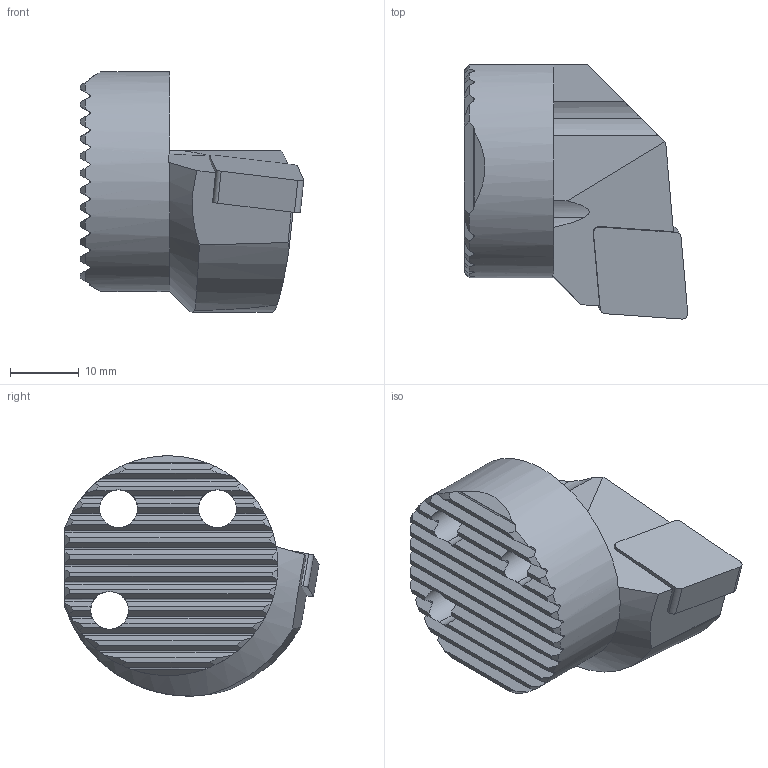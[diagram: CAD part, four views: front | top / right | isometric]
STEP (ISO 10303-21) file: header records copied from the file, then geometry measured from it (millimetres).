
FILE_DESCRIPTION(/* description */ (''),/* implementation_level */ '2;1');
FILE_NAME(/* name */ 'W9990162_A__specification_W9990162_A_2_.stp',/* time_stamp */ '2016-02-18T09:46:39+01:00',/* author */ (''),/* organization */ (''),/* preprocessor_version */ 'ST-DEVELOPER v15',/* originating_system */ 'SIEMENS PLM Software NX 9.0',/* authorisation */ '');
FILE_SCHEMA (('AUTOMOTIVE_DESIGN { 1 0 10303 214 3 1 1 1 }'));
Length unit declared in the file: millimetre
Products named in the file (1): Webe15C86B05qfpt
Bounding box: 32.55 x 37 x 35 mm (x, y, z)
Volume: 17209.6 mm3; surface area: 5926.6 mm2
Topology: 1 solids, 1 shells, 140 faces, 421 edges, 280 vertices
Faces by surface type: plane 81, cylinder 38, cone 21
Entity records: 5464 total; most frequent: CARTESIAN_POINT 1731, ORIENTED_EDGE 842, DIRECTION 721, EDGE_CURVE 421, VERTEX_POINT 280, AXIS2_PLACEMENT_3D 275, LINE 171, VECTOR 171
